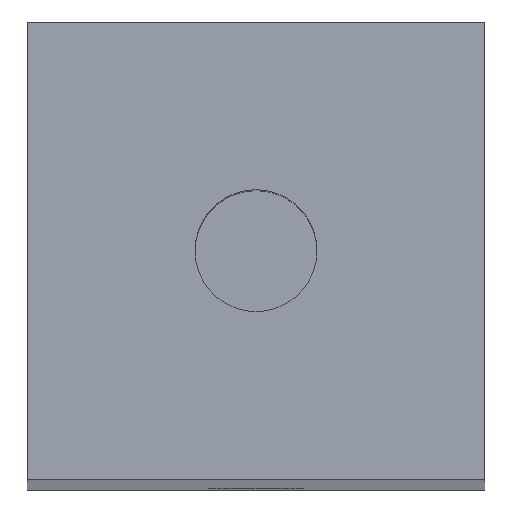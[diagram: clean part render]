
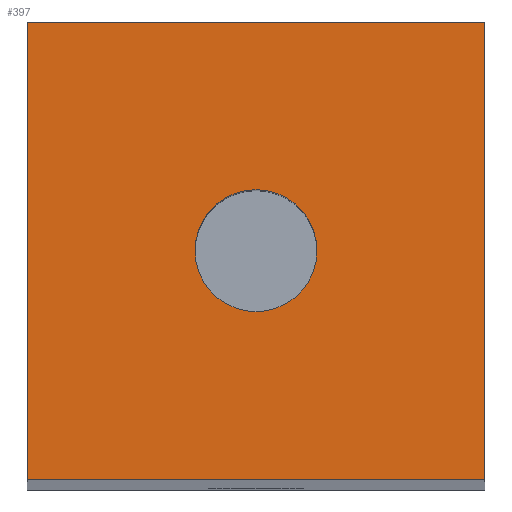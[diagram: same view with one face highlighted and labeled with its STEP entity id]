
A CAD part, top view. The second image highlights one B-rep face of the part: STEP entity #397.
In plain terms, the highlighted planar face has unit normal (0, 0, 1).
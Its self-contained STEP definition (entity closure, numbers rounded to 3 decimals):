
#20 = CARTESIAN_POINT ( 'NONE',  ( 0., 0., 160. ) ) ;
#30 = CARTESIAN_POINT ( 'NONE',  ( 12., 12., 160. ) ) ;
#54 = VERTEX_POINT ( 'NONE', #30 ) ;
#60 = VERTEX_POINT ( 'NONE', #389 ) ;
#66 = EDGE_CURVE ( 'NONE', #407, #60, #74, .T. ) ;
#67 = ORIENTED_EDGE ( 'NONE', *, *, #632, .T. ) ;
#74 = CIRCLE ( 'NONE', #583, 1.6 ) ;
#88 = FACE_OUTER_BOUND ( 'NONE', #224, .T. ) ;
#103 = LINE ( 'NONE', #184, #489 ) ;
#119 = VECTOR ( 'NONE', #635, 1000. ) ;
#139 = CARTESIAN_POINT ( 'NONE',  ( 6., 6., 160. ) ) ;
#140 = LINE ( 'NONE', #20, #119 ) ;
#167 = EDGE_CURVE ( 'NONE', #242, #280, #140, .T. ) ;
#170 = ORIENTED_EDGE ( 'NONE', *, *, #167, .T. ) ;
#171 = DIRECTION ( 'NONE',  ( -1., 0., 0. ) ) ;
#184 = CARTESIAN_POINT ( 'NONE',  ( 12., 0., 160. ) ) ;
#188 = ORIENTED_EDGE ( 'NONE', *, *, #540, .T. ) ;
#216 = AXIS2_PLACEMENT_3D ( 'NONE', #466, #522, #171 ) ;
#218 = CARTESIAN_POINT ( 'NONE',  ( 7.6, 6., 160. ) ) ;
#220 = EDGE_CURVE ( 'NONE', #611, #54, #103, .T. ) ;
#224 = EDGE_LOOP ( 'NONE', ( #170, #188, #406, #67 ) ) ;
#229 = VECTOR ( 'NONE', #427, 1000. ) ;
#233 = ORIENTED_EDGE ( 'NONE', *, *, #454, .F. ) ;
#242 = VERTEX_POINT ( 'NONE', #385 ) ;
#255 = PLANE ( 'NONE',  #216 ) ;
#280 = VERTEX_POINT ( 'NONE', #387 ) ;
#313 = CARTESIAN_POINT ( 'NONE',  ( 6., 6., 160. ) ) ;
#320 = CARTESIAN_POINT ( 'NONE',  ( 0., 12., 160. ) ) ;
#347 = AXIS2_PLACEMENT_3D ( 'NONE', #139, #398, #446 ) ;
#372 = DIRECTION ( 'NONE',  ( 0., 0., 1. ) ) ;
#377 = LINE ( 'NONE', #320, #229 ) ;
#385 = CARTESIAN_POINT ( 'NONE',  ( 0., 12., 160. ) ) ;
#387 = CARTESIAN_POINT ( 'NONE',  ( 0., 0., 160. ) ) ;
#389 = CARTESIAN_POINT ( 'NONE',  ( 4.4, 6., 160. ) ) ;
#397 = ADVANCED_FACE ( 'NONE', ( #504, #88 ), #255, .F. ) ;
#398 = DIRECTION ( 'NONE',  ( 0., 0., 1. ) ) ;
#406 = ORIENTED_EDGE ( 'NONE', *, *, #220, .T. ) ;
#407 = VERTEX_POINT ( 'NONE', #218 ) ;
#409 = DIRECTION ( 'NONE',  ( 1., 0., 0. ) ) ;
#412 = VECTOR ( 'NONE', #409, 1000. ) ;
#424 = CARTESIAN_POINT ( 'NONE',  ( 12., 0., 160. ) ) ;
#427 = DIRECTION ( 'NONE',  ( -1., 0., 0. ) ) ;
#436 = EDGE_LOOP ( 'NONE', ( #552, #233 ) ) ;
#446 = DIRECTION ( 'NONE',  ( 1., 0., 0. ) ) ;
#453 = CARTESIAN_POINT ( 'NONE',  ( 0., 0., 160. ) ) ;
#454 = EDGE_CURVE ( 'NONE', #60, #407, #503, .T. ) ;
#466 = CARTESIAN_POINT ( 'NONE',  ( 0., 0., 160. ) ) ;
#489 = VECTOR ( 'NONE', #537, 1000. ) ;
#503 = CIRCLE ( 'NONE', #347, 1.6 ) ;
#504 = FACE_BOUND ( 'NONE', #436, .T. ) ;
#522 = DIRECTION ( 'NONE',  ( 0., 0., -1. ) ) ;
#537 = DIRECTION ( 'NONE',  ( 0., 1., 0. ) ) ;
#540 = EDGE_CURVE ( 'NONE', #280, #611, #551, .T. ) ;
#551 = LINE ( 'NONE', #453, #412 ) ;
#552 = ORIENTED_EDGE ( 'NONE', *, *, #66, .F. ) ;
#583 = AXIS2_PLACEMENT_3D ( 'NONE', #313, #372, #622 ) ;
#611 = VERTEX_POINT ( 'NONE', #424 ) ;
#622 = DIRECTION ( 'NONE',  ( 1., 0., 0. ) ) ;
#632 = EDGE_CURVE ( 'NONE', #54, #242, #377, .T. ) ;
#635 = DIRECTION ( 'NONE',  ( 0., -1., 0. ) ) ;
